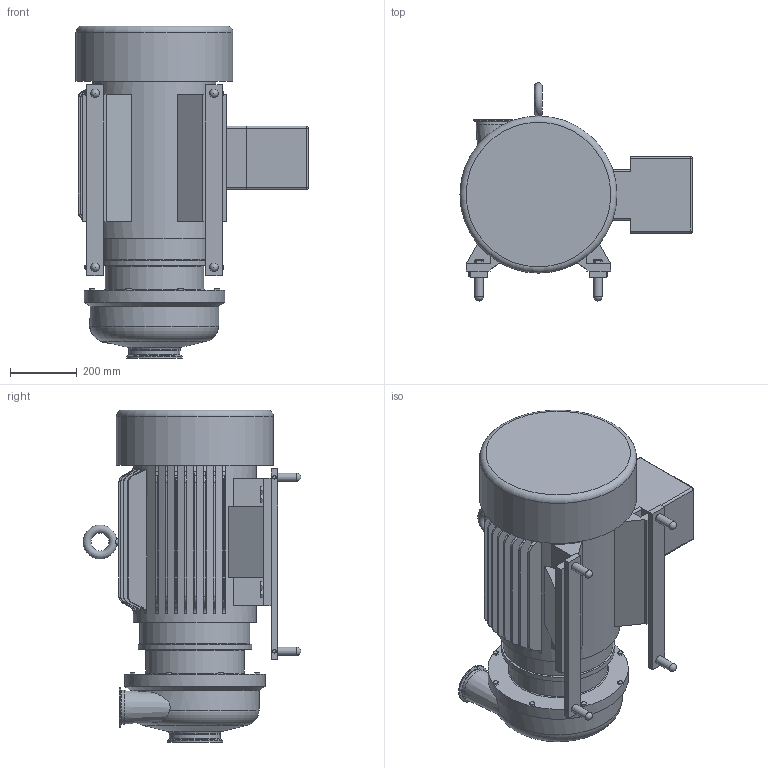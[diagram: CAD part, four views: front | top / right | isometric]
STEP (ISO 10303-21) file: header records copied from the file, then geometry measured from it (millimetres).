
FILE_DESCRIPTION(/* description */ (''),/* implementation_level */ '2;1');
FILE_NAME(/* name */ 'W+_W+25-210_365TSC_6.0x4.0_S-Line_75HP_SM.stp',/* time_stamp */ '2020-09-02T10:58:06+05:00',/* author */ ('KRXREM'),/* organization */ (''),/* preprocessor_version */ 'ST-DEVELOPER v17',/* originating_system */ 'Autodesk Inventor 2018',/* authorisation */ '');
FILE_SCHEMA (('AUTOMOTIVE_DESIGN { 1 0 10303 214 3 1 1 }'));
Length unit declared in the file: inch
Products named in the file (1): W+_W+25-210_365TSC_6.0x4.0_S-Line_75HP_SM
Bounding box: 694.7 x 652.27 x 993.6 mm (x, y, z)
Volume: 131537537.8 mm3; surface area: 2974057.1 mm2
Topology: 2 solids, 2 shells, 700 faces, 1819 edges, 1169 vertices
Faces by surface type: plane 317, cone 187, torus 89, cylinder 61, bspline 42, sphere 4
Full cylindrical faces by diameter (mm): 6.35 x2, 18.598 x1, 25.4 x4, 25.451 x4, 25.752 x1, 97.384 x1, 101.727 x1, 118.923 x1, 146.863 x1, 152.527 x1, 154 x1, 166.878 x1, 295 x1, 317.449 x1, 317.5 x1, 329.438 x1, 340 x1, 368.3 x1, 384 x1, 420 x1, 469.9 x1
Entity records: 23856 total; most frequent: CARTESIAN_POINT 7169, ORIENTED_EDGE 3630, DIRECTION 3073, EDGE_CURVE 1815, AXIS2_PLACEMENT_3D 1176, VERTEX_POINT 1169, EDGE_LOOP 763, LINE 721
